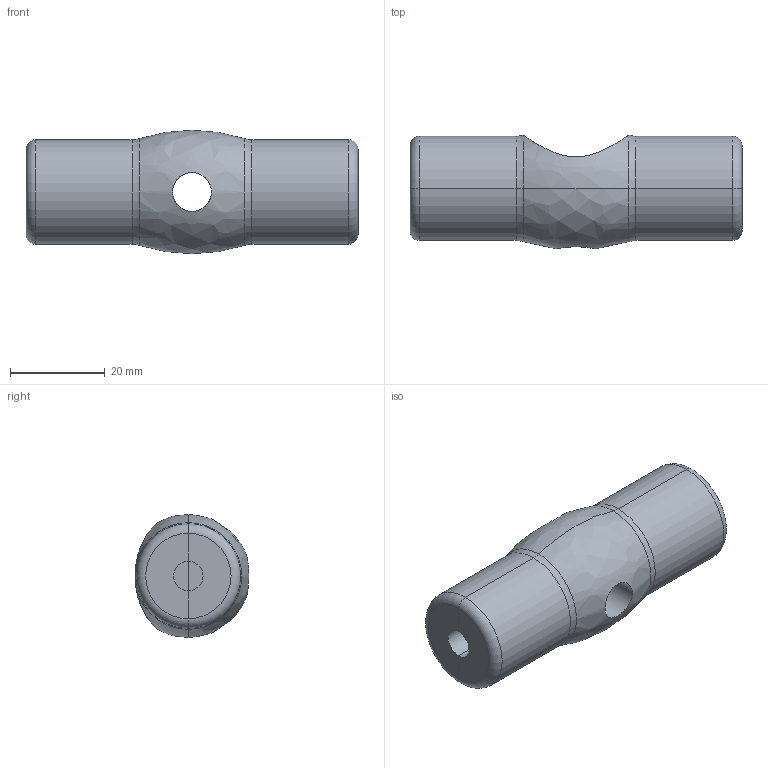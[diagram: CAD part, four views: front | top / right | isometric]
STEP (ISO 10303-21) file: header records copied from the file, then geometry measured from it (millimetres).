
FILE_DESCRIPTION(/* description */ (''),/* implementation_level */ '2;1');
FILE_NAME(/* name */ '',/* time_stamp */ '2025-10-27T19:17:59+03:00',/* author */ ('I9232'),/* organization */ (''),/* preprocessor_version */ 'ST-DEVELOPER v19.2',/* originating_system */ 'Autodesk Inventor 2023',/* authorisation */ '');
FILE_SCHEMA (('AUTOMOTIVE_DESIGN { 1 0 10303 214 3 1 1 }'));
Length unit declared in the file: millimetre
Products named in the file (1): Крепление ходовой 
гайки
Bounding box: 70 x 23.98 x 26 mm (x, y, z)
Volume: 23156.3 mm3; surface area: 10184.7 mm2
Topology: 2 solids, 2 shells, 75 faces, 198 edges, 132 vertices
Faces by surface type: plane 40, cylinder 24, torus 8, bspline 3
Full cylindrical faces by diameter (mm): 2.5 x4, 4 x4, 8.2 x1, 11 x2, 22.4 x1
Entity records: 2576 total; most frequent: CARTESIAN_POINT 592, DIRECTION 414, ORIENTED_EDGE 396, EDGE_CURVE 198, AXIS2_PLACEMENT_3D 149, VERTEX_POINT 132, LINE 116, VECTOR 116
